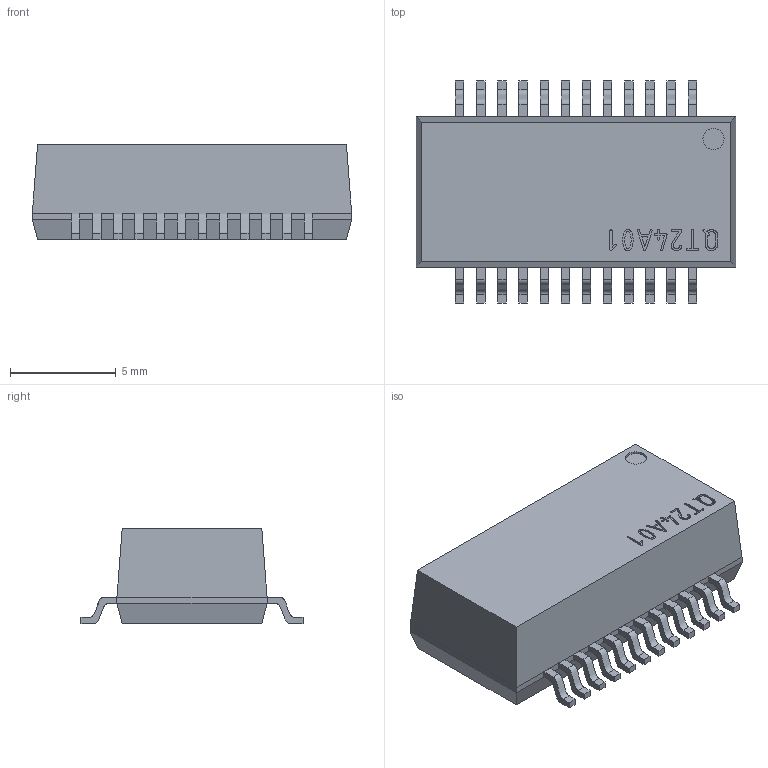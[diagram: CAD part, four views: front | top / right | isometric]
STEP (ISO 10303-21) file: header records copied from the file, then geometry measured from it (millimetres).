
FILE_DESCRIPTION(('STEP AP242'),'1');
FILE_NAME('Ethernet transformer QT24A01.stp','2020-08-18T13:50:50',(' '),(' '),'Spatial InterOp 3D',' ',' ');
FILE_SCHEMA(('AP242_MANAGED_MODEL_BASED_3D_ENGINEERING_MIM_LF {1 0 10303 442 1 1 4}'));
Length unit declared in the file: metre
Products named in the file (3): Ethernet transformer QT24A01; Konstruktion2; Komponente1
Assembly tree (2 placements, depth 2):
  Ethernet transformer QT24A01
    Konstruktion2
    Komponente1
Bounding box: 15.1 x 10.5 x 4.5 mm (x, y, z)
Volume: 466 mm3; surface area: 475.9 mm2
Topology: 25 solids, 25 shells, 367 faces, 910 edges, 604 vertices
Faces by surface type: plane 256, extrusion 61, bspline 48, cylinder 2
Entity records: 17225 total; most frequent: CARTESIAN_POINT 5906, ORIENTED_EDGE 1820, DIRECTION 1271, EDGE_CURVE 910, VECTOR 741, LINE 680, VERTEX_POINT 604, STYLED_ITEM 392
